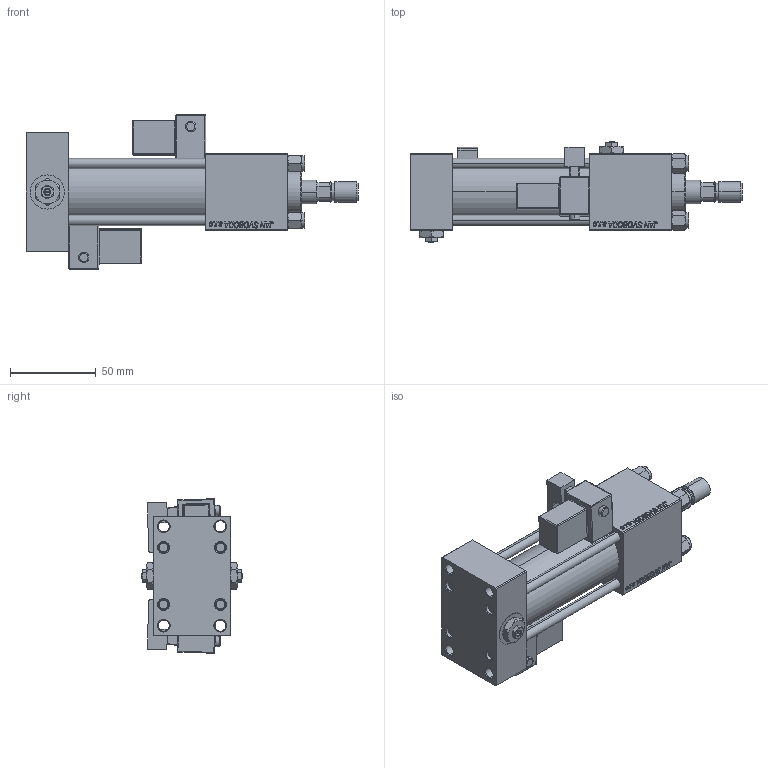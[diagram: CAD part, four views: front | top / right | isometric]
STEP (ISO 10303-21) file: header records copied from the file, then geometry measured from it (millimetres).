
FILE_DESCRIPTION (( 'STEP AP203' ), '1' );
FILE_NAME ('64f0.STEP', '2023-08-22T22:53:11', ( '' ), ( '' ), 'SwSTEP 2.0', 'SolidWorks 2019', '' );
FILE_SCHEMA (( 'CONFIG_CONTROL_DESIGN' ));
Length unit declared in the file: millimetre
Products named in the file (9): ROD_END_AH 39285a1af3288c0fc866590e44f2e1d0; Zatka_pro_OIL_PORT 39285a1af3288c0fc866590e44f2e1d0; V215CR_MSU 39285a1af3288c0fc866590e44f2e1d0; V215_VC_A 39285a1af3288c0fc866590e44f2e1d0; V215CR_E_Body 39285a1af3288c0fc866590e44f2e1d0; 64f0; V215CR_VCP_E 39285a1af3288c0fc866590e44f2e1d0; NUT_M5_E 39285a1af3288c0fc866590e44f2e1d0; V215CR_TYCINKA_E 39285a1af3288c0fc866590e44f2e1d0
Assembly tree (16 placements, depth 2):
  64f0
    V215CR_E_Body 39285a1af3288c0fc866590e44f2e1d0
    V215CR_VCP_E 39285a1af3288c0fc866590e44f2e1d0
    V215CR_TYCINKA_E 39285a1af3288c0fc866590e44f2e1d0  x4
    NUT_M5_E 39285a1af3288c0fc866590e44f2e1d0  x4
    V215_VC_A 39285a1af3288c0fc866590e44f2e1d0
    ROD_END_AH 39285a1af3288c0fc866590e44f2e1d0
    V215CR_MSU 39285a1af3288c0fc866590e44f2e1d0  x2
    Zatka_pro_OIL_PORT 39285a1af3288c0fc866590e44f2e1d0  x2
Bounding box: 194 x 59 x 90.31 mm (x, y, z)
Volume: 279870.2 mm3; surface area: 101043 mm2
Topology: 16 solids, 16 shells, 1401 faces, 3472 edges, 2196 vertices
Faces by surface type: plane 608, bspline 392, cone 198, cylinder 157, sphere 24, torus 22
Entity records: 54448 total; most frequent: CARTESIAN_POINT 27963, ORIENTED_EDGE 5850, DIRECTION 3967, EDGE_CURVE 2925, VERTEX_POINT 1894, VECTOR 1715, LINE 1715, EDGE_LOOP 1301
